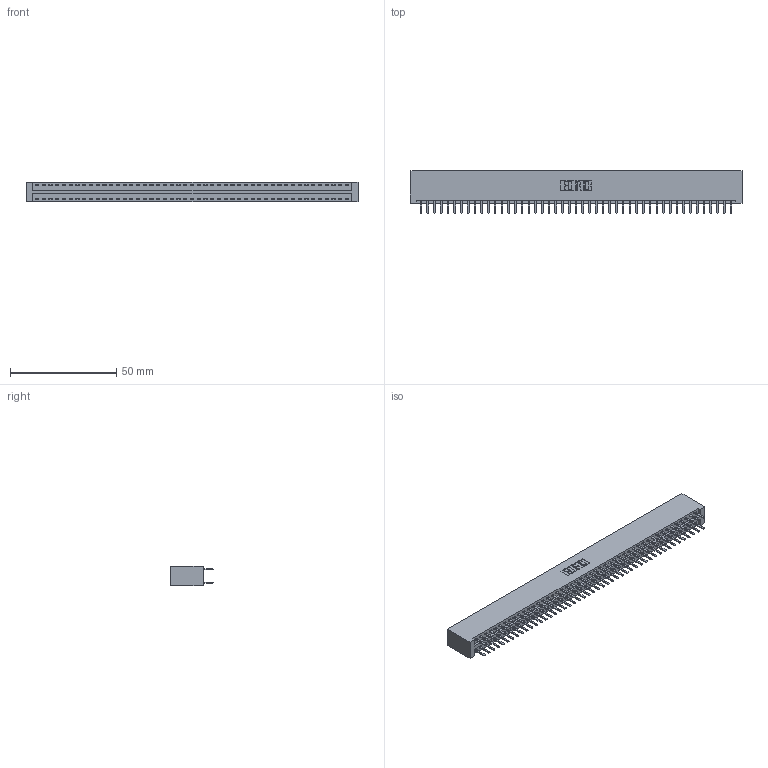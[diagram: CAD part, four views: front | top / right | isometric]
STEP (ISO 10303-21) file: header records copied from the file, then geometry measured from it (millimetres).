
FILE_DESCRIPTION (( 'STEP AP203' ), '1' );
FILE_NAME ('396-094-520-201.STEP', '2019-10-31T03:02:09', ( '' ), ( '' ), 'SwSTEP 2.0', 'SolidWorks 2016', '' );
FILE_SCHEMA (( 'CONFIG_CONTROL_DESIGN' ));
Length unit declared in the file: inch
Products named in the file (3): 345-292-001_345-293-120; 396-094-520-201; 346 Part_No Mounting Lugs
Assembly tree (95 placements, depth 2):
  396-094-520-201
    346 Part_No Mounting Lugs
    345-292-001_345-293-120  x94
Bounding box: 156.46 x 20.02 x 9.4 mm (x, y, z)
Volume: 15828 mm3; surface area: 21901.6 mm2
Topology: 95 solids, 95 shells, 5378 faces, 15627 edges, 10166 vertices
Faces by surface type: plane 3550, cylinder 1828
Entity records: 29837 total; most frequent: CARTESIAN_POINT 4920, ORIENTED_EDGE 4842, DIRECTION 4369, EDGE_CURVE 2421, VECTOR 2105, LINE 2105, VERTEX_POINT 1610, AXIS2_PLACEMENT_3D 1132
